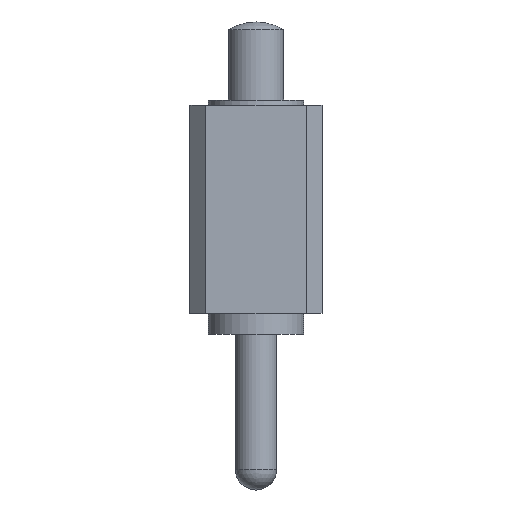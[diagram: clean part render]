
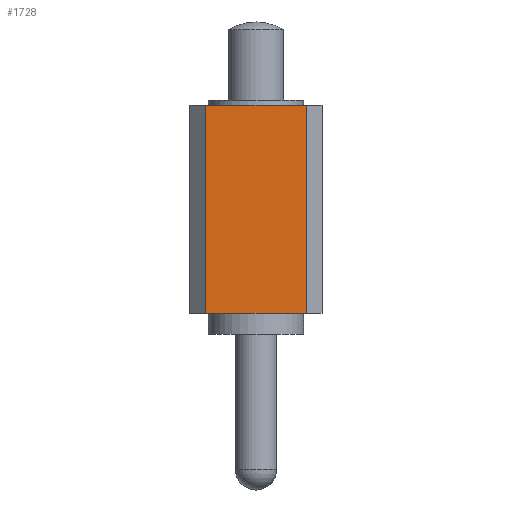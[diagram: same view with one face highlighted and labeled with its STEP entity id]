
A CAD part, left-side view. The second image highlights one B-rep face of the part: STEP entity #1728.
In plain terms, the highlighted planar face has unit normal (-1, 0, 0).
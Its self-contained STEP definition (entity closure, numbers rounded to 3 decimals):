
#93=PLANE('',#1866);
#251=LINE('',#2795,#425);
#252=LINE('',#2798,#426);
#253=LINE('',#2800,#427);
#254=LINE('',#2801,#428);
#425=VECTOR('',#2235,10.);
#426=VECTOR('',#2238,10.);
#427=VECTOR('',#2239,10.);
#428=VECTOR('',#2240,10.);
#538=FACE_OUTER_BOUND('',#648,.T.);
#648=EDGE_LOOP('',(#1383,#1384,#1385,#1386));
#879=VERTEX_POINT('',#2788);
#882=VERTEX_POINT('',#2793);
#883=VERTEX_POINT('',#2797);
#884=VERTEX_POINT('',#2799);
#1091=EDGE_CURVE('',#882,#879,#251,.T.);
#1092=EDGE_CURVE('',#883,#882,#252,.T.);
#1093=EDGE_CURVE('',#884,#883,#253,.T.);
#1094=EDGE_CURVE('',#879,#884,#254,.T.);
#1383=ORIENTED_EDGE('',*,*,#1091,.F.);
#1384=ORIENTED_EDGE('',*,*,#1092,.F.);
#1385=ORIENTED_EDGE('',*,*,#1093,.F.);
#1386=ORIENTED_EDGE('',*,*,#1094,.F.);
#1728=ADVANCED_FACE('',(#538),#93,.T.);
#1866=AXIS2_PLACEMENT_3D('',#2796,#2236,#2237);
#2235=DIRECTION('',(0.,0.,1.));
#2236=DIRECTION('center_axis',(-1.,0.,0.));
#2237=DIRECTION('ref_axis',(0.,-1.,0.));
#2238=DIRECTION('',(0.,1.,0.));
#2239=DIRECTION('',(0.,0.,-1.));
#2240=DIRECTION('',(0.,-1.,0.));
#2788=CARTESIAN_POINT('',(-1.27,0.97,4.4));
#2793=CARTESIAN_POINT('',(-1.27,0.97,0.4));
#2795=CARTESIAN_POINT('',(-1.27,0.97,0.4));
#2796=CARTESIAN_POINT('Origin',(-1.27,1.27,0.4));
#2797=CARTESIAN_POINT('',(-1.27,-0.97,0.4));
#2798=CARTESIAN_POINT('',(-1.27,0.635,0.4));
#2799=CARTESIAN_POINT('',(-1.27,-0.97,4.4));
#2800=CARTESIAN_POINT('',(-1.27,-0.97,0.4));
#2801=CARTESIAN_POINT('',(-1.27,0.635,4.4));
